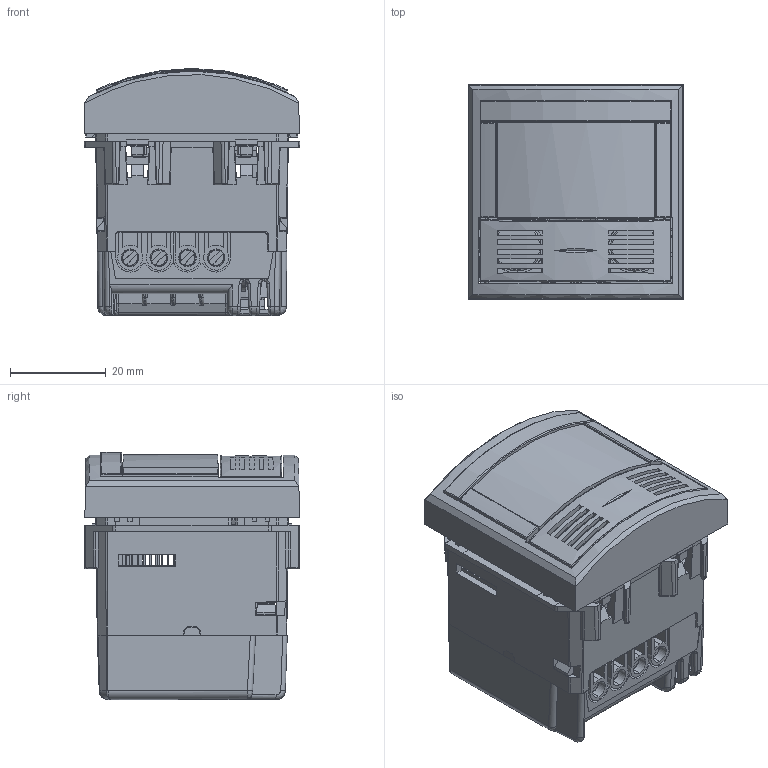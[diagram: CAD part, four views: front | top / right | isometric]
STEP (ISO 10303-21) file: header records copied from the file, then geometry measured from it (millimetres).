
FILE_DESCRIPTION(('CATIA V5 STEP Exchange','CAx-IF Rec.Pracs.--- Model Styling and Organization---1.4--- 2014-01-23'),'2;1');
FILE_NAME('A004144AA-1 (1).stp','2020-02-04T09:09:26+00:00',('none'),('none'),'CATIA Version 5-6 Release 2017 SP3','CATIA V5 STEP AP214','none');
FILE_SCHEMA(('AUTOMOTIVE_DESIGN { 1 0 10303 214 1 1 1 1 }'));
Length unit declared in the file: millimetre
Products named in the file (38): Assy_Root; AC-2-dxf; Áã¼þ1^ASS AC-2; Part8^ASS AC-2_Default; new AC bottom_Default; new AC top_Default; ui-2-dxf; A004144AA-1; ASS DC-2; DC-2; C-1; DC_2_COMPOSANT; US-10; pin-male_15-6; pin-male-1.27_5pin-8h; ls_asm; siemens light sensor; tiny_pcb; GH00233_A-MOD-2; Buzzer(rectangle); DC-2-2; pro_6; LENTILLE; ASS AC-2; yamindianzu_Default; PW; C10_6.35-11h; C10_C10.5-14; relay-2; AC-2; bt-connector-2; 5pin-male1_5-6; G000260_A-MOD-2; EG00615_A-MOD-5; EB00505_A-MOD-4; ED01914_A; EE00368_A; EH00140_A-MOD-3_Ä¬ÈÏ
Assembly tree (42 placements, depth 5):
  Assy_Root
    AC-2-dxf
    Áã¼þ1^ASS AC-2
    Part8^ASS AC-2_Default
    new AC bottom_Default
    new AC top_Default
    ui-2-dxf
    A004144AA-1
      ASS DC-2
        DC-2
        C-1
        DC_2_COMPOSANT
        US-10  x2
        pin-male_15-6
        pin-male-1.27_5pin-8h  x2
        ls_asm
          siemens light sensor
          tiny_pcb
          GH00233_A-MOD-2
        Buzzer(rectangle)
        DC-2-2
        pro_6
      LENTILLE
      ASS AC-2
        yamindianzu_Default
        PW
        C10_6.35-11h
        C10_C10.5-14
        relay-2
        AC-2
        bt-connector-2  x2
        5pin-male1_5-6
      G000260_A-MOD-2  x3
      EG00615_A-MOD-5
      EB00505_A-MOD-4
    ED01914_A
    EE00368_A
    EH00140_A-MOD-3_Ä¬ÈÏ
Bounding box: 45.1 x 45 x 51.71 mm (x, y, z)
Volume: 34426.2 mm3; surface area: 50416 mm2
Topology: 40 solids, 131 shells, 4560 faces, 13321 edges, 8932 vertices
Faces by surface type: plane 3045, cylinder 875, bspline 491, cone 93, torus 37, sphere 12, extrusion 7
Entity records: 171263 total; most frequent: CARTESIAN_POINT 64411, ORIENTED_EDGE 24643, DIRECTION 15126, EDGE_CURVE 12679, VECTOR 8663, LINE 8656, VERTEX_POINT 8524, EDGE_LOOP 4527
